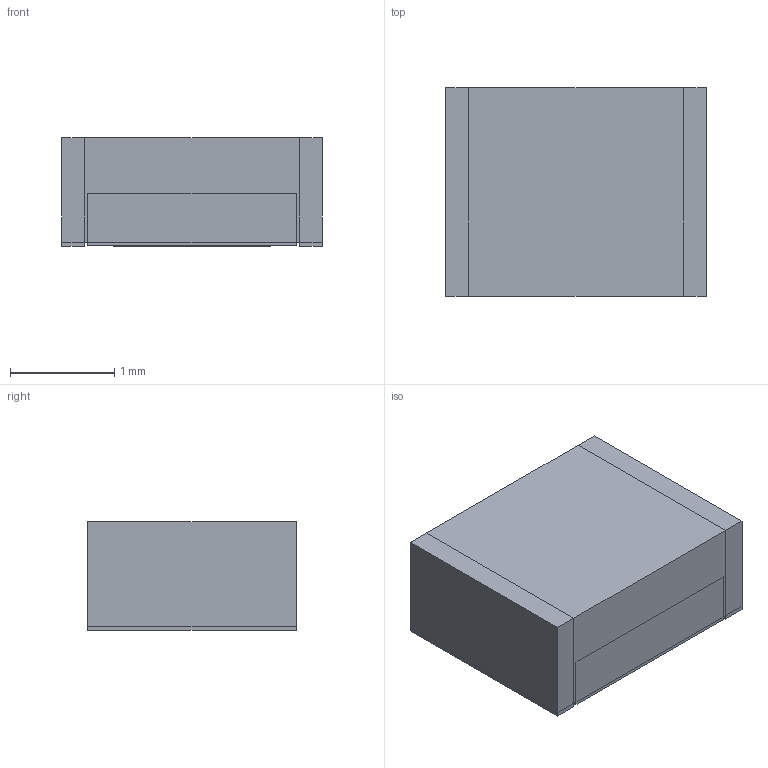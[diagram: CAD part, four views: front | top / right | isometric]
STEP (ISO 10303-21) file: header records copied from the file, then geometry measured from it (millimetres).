
FILE_DESCRIPTION(('FreeCAD Model'),'2;1');
FILE_NAME('XCL220.step','2018-07-05T16:05:17',( 'kicad StepUp'),('ksu MCAD'),'Open CASCADE STEP processor 7.2', 'FreeCAD','Unknown');
FILE_SCHEMA(('AUTOMOTIVE_DESIGN { 1 0 10303 214 1 1 1 1 }'));
Length unit declared in the file: millimetre
Products named in the file (1): XCL220
Bounding box: 2.5 x 2 x 1.04 mm (x, y, z)
Volume: 5.2 mm3; surface area: 19.7 mm2
Topology: 1 solids, 1 shells, 65 faces, 148 edges, 92 vertices
Faces by surface type: plane 65
Entity records: 2231 total; most frequent: CARTESIAN_POINT 306, ORIENTED_EDGE 296, DIRECTION 280, EDGE_CURVE 148, LINE 148, VECTOR 148, VERTEX_POINT 92, FACE_BOUND 72
